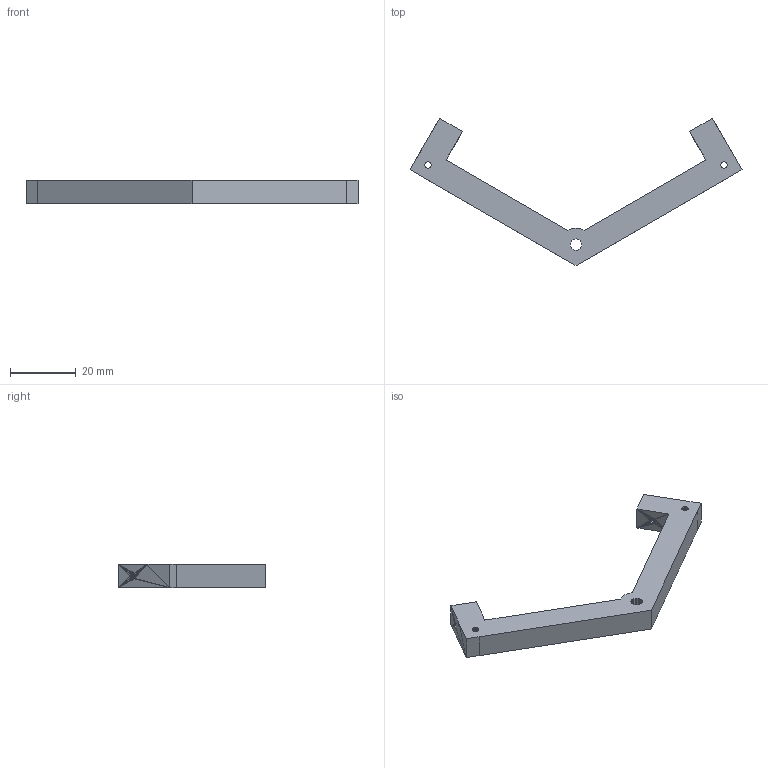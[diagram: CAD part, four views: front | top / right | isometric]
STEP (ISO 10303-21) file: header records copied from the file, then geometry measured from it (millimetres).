
FILE_DESCRIPTION(('FreeCAD Model'),'2;1');
FILE_NAME('Open CASCADE Shape Model','2024-02-27T23:29:49',(''),(''), 'Open CASCADE STEP processor 7.6','FreeCAD','Unknown');
FILE_SCHEMA(('AUTOMOTIVE_DESIGN { 1 0 10303 214 1 1 1 1 }'));
Length unit declared in the file: millimetre
Products named in the file (1): StrutB001 (Solid)001
Bounding box: 100.76 x 44.68 x 7 mm (x, y, z)
Volume: 7257.3 mm3; surface area: 4292.4 mm2
Topology: 1 solids, 1 shells, 255 faces, 530 edges, 273 vertices
Faces by surface type: plane 255
Entity records: 13228 total; most frequent: CARTESIAN_POINT 2119, DIRECTION 2102, LINE 1590, VECTOR 1590, ORIENTED_EDGE 1060, PCURVE 1060, DEFINITIONAL_REPRESENTATION 1060, EDGE_CURVE 530
